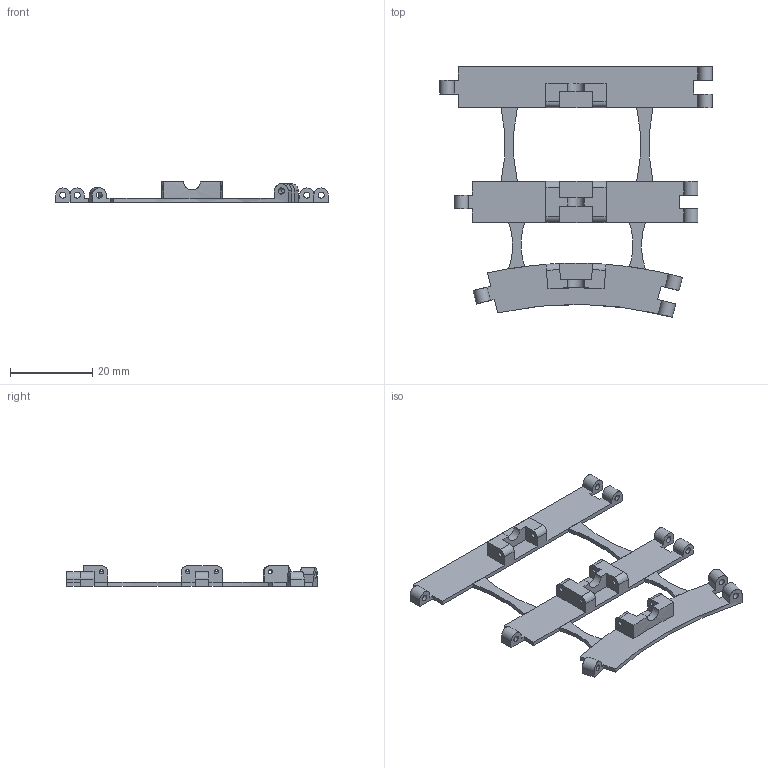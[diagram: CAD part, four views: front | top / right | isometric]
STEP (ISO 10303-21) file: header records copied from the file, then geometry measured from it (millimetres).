
FILE_DESCRIPTION(/* description */ (''),/* implementation_level */ '2;1');
FILE_NAME(/* name */ 'asm.stp',/* time_stamp */ '2024-07-11T23:39:53+01:00',/* author */ ('thiba'),/* organization */ (''),/* preprocessor_version */ 'ST-DEVELOPER v20',/* originating_system */ 'Autodesk Inventor 2025',/* authorisation */ '');
FILE_SCHEMA (('AUTOMOTIVE_DESIGN { 1 0 10303 214 3 1 1 }'));
Length unit declared in the file: millimetre
Products named in the file (6): asm; P2v5; P2v5_1; P3v4; connector(23); connector
Assembly tree (5 placements, depth 2):
  asm
    P2v5
    P2v5_1
    P3v4
    connector(23)
    connector
Bounding box: 66.5 x 61.13 x 5 mm (x, y, z)
Volume: 2673.7 mm3; surface area: 5199.8 mm2
Topology: 7 solids, 7 shells, 143 faces, 394 edges, 265 vertices
Faces by surface type: plane 88, cylinder 51, torus 4
Full cylindrical faces by diameter (mm): 1 x6, 1.5 x9
Entity records: 5157 total; most frequent: CARTESIAN_POINT 1155, ORIENTED_EDGE 788, DIRECTION 787, EDGE_CURVE 394, LINE 267, VECTOR 267, VERTEX_POINT 265, AXIS2_PLACEMENT_3D 260
